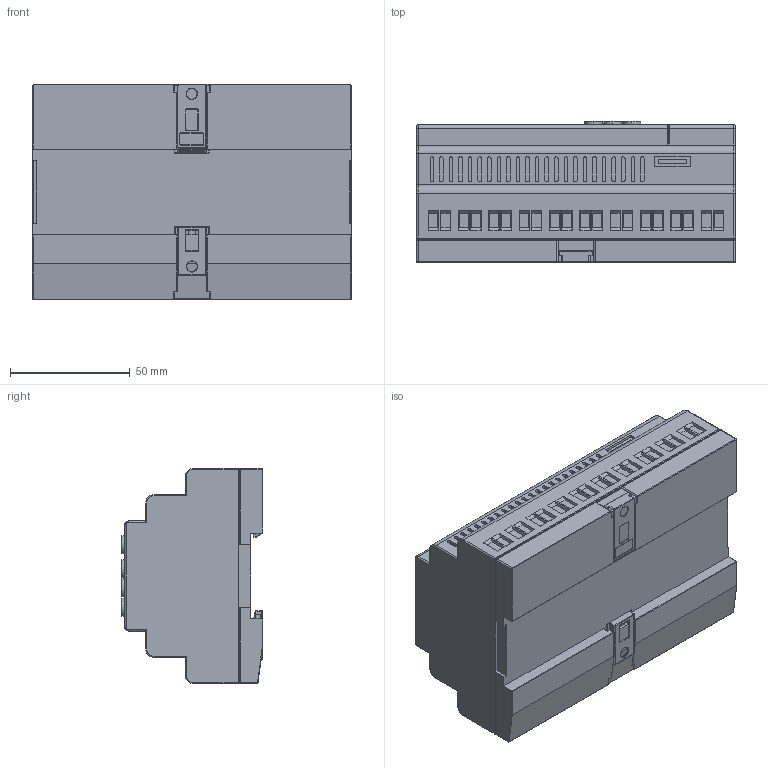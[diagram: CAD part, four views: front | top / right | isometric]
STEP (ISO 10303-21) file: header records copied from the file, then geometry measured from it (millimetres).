
FILE_DESCRIPTION (( 'STEP AP203' ), '1' );
FILE_NAME ('PLC-430-CPU-16U10S-1DC-00.STEP', '2025-06-25T14:06:27', ( '' ), ( '' ), 'SwSTEP 2.0', 'SolidWorks 2022', '' );
FILE_SCHEMA (( 'CONFIG_CONTROL_DESIGN' ));
Length unit declared in the file: millimetre
Products named in the file (1): PLC-430-CPU-16U10S-1DC-00
Bounding box: 133 x 59.05 x 90 mm (x, y, z)
Volume: 557173.5 mm3; surface area: 53715 mm2
Topology: 1 solids, 8 shells, 1200 faces, 2880 edges, 1830 vertices
Faces by surface type: plane 647, cylinder 388, torus 77, bspline 67, sphere 21
Entity records: 36840 total; most frequent: CARTESIAN_POINT 9019, ORIENTED_EDGE 5718, DIRECTION 5709, EDGE_CURVE 2859, AXIS2_PLACEMENT_3D 1947, VERTEX_POINT 1830, LINE 1815, VECTOR 1815
